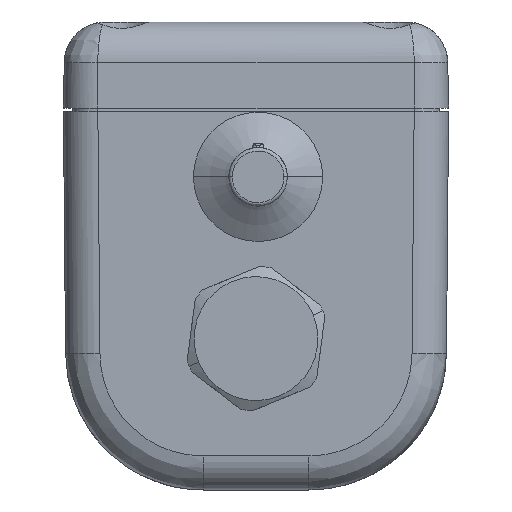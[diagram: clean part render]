
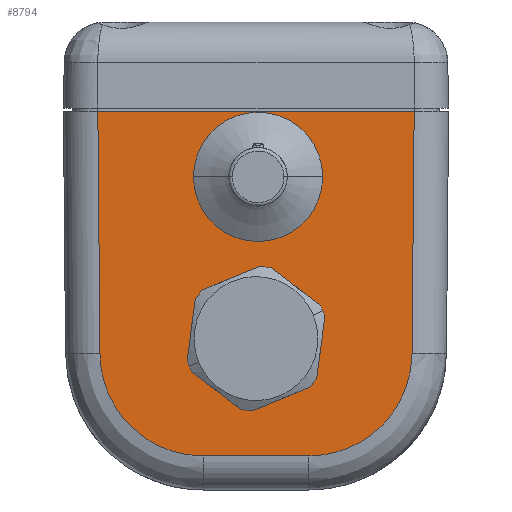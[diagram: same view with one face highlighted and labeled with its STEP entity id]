
A CAD part, front view. The second image highlights one B-rep face of the part: STEP entity #8794.
In plain terms, the highlighted planar face has unit normal (0, -1, -0.009).
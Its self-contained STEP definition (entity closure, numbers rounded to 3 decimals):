
#50 = LINE ( 'NONE', #6524, #2361 ) ;
#154 = VERTEX_POINT ( 'NONE', #1789 ) ;
#559 = ORIENTED_EDGE ( 'NONE', *, *, #2734, .F. ) ;
#696 = ORIENTED_EDGE ( 'NONE', *, *, #8109, .F. ) ;
#1130 = VECTOR ( 'NONE', #4179, 1000. ) ;
#1190 = CARTESIAN_POINT ( 'NONE',  ( -7.673, -48.543, 4.956 ) ) ;
#1298 = CARTESIAN_POINT ( 'NONE',  ( 22.674, -48.673, 19.825 ) ) ;
#1417 = CARTESIAN_POINT ( 'NONE',  ( 15.19, -48.56, 6.829 ) ) ;
#1537 = AXIS2_PLACEMENT_3D ( 'NONE', #7696, #7009, #8397 ) ;
#1557 = LINE ( 'NONE', #6716, #5079 ) ;
#1573 = B_SPLINE_CURVE_WITH_KNOTS ( 'NONE', 3,
 ( #1190, #3335, #7502, #5372, #8919, #8152, #6821, #6156, #6130, #1922 ),
 .UNSPECIFIED., .F., .F.,
 ( 4, 2, 2, 2, 4 ),
 ( 0., 0.25, 0.5, 0.75, 1. ),
 .UNSPECIFIED. ) ;
#1606 = B_SPLINE_CURVE_WITH_KNOTS ( 'NONE', 3,
 ( #1298, #6948, #4896, #2134, #2743, #2071, #1417, #7075, #7670, #7794 ),
 .UNSPECIFIED., .F., .F.,
 ( 4, 2, 2, 2, 4 ),
 ( 0., 0.25, 0.5, 0.75, 1. ),
 .UNSPECIFIED. ) ;
#1731 = CARTESIAN_POINT ( 'NONE',  ( -7.673, -48.543, 4.956 ) ) ;
#1733 = CARTESIAN_POINT ( 'NONE',  ( -22.673, -48.673, 19.825 ) ) ;
#1789 = CARTESIAN_POINT ( 'NONE',  ( -22.98, -48.98, 55. ) ) ;
#1922 = CARTESIAN_POINT ( 'NONE',  ( -22.673, -48.673, 19.825 ) ) ;
#1936 = ORIENTED_EDGE ( 'NONE', *, *, #4899, .F. ) ;
#2035 = PLANE ( 'NONE',  #1537 ) ;
#2071 = CARTESIAN_POINT ( 'NONE',  ( 16.848, -48.569, 7.929 ) ) ;
#2134 = CARTESIAN_POINT ( 'NONE',  ( 20.736, -48.608, 12.327 ) ) ;
#2270 = VERTEX_POINT ( 'NONE', #2278 ) ;
#2278 = CARTESIAN_POINT ( 'NONE',  ( 22.981, -48.98, 55. ) ) ;
#2361 = VECTOR ( 'NONE', #7233, 1000. ) ;
#2682 = FACE_OUTER_BOUND ( 'NONE', #4259, .T. ) ;
#2734 = EDGE_CURVE ( 'NONE', #4024, #4860, #1606, .T. ) ;
#2743 = CARTESIAN_POINT ( 'NONE',  ( 19.621, -48.593, 10.678 ) ) ;
#2949 = DIRECTION ( 'NONE',  ( 1., 0., 0. ) ) ;
#2950 = VERTEX_POINT ( 'NONE', #1731 ) ;
#3028 = LINE ( 'NONE', #5548, #1130 ) ;
#3055 = CARTESIAN_POINT ( 'NONE',  ( 7.674, -48.543, 4.956 ) ) ;
#3335 = CARTESIAN_POINT ( 'NONE',  ( -9.626, -48.543, 4.956 ) ) ;
#3705 = ORIENTED_EDGE ( 'NONE', *, *, #8176, .F. ) ;
#3928 = DIRECTION ( 'NONE',  ( -0.009, -0.009, 1. ) ) ;
#4024 = VERTEX_POINT ( 'NONE', #6231 ) ;
#4179 = DIRECTION ( 'NONE',  ( -1., 0., 0. ) ) ;
#4259 = EDGE_LOOP ( 'NONE', ( #7355, #696, #3705, #559, #1936, #6795 ) ) ;
#4860 = VERTEX_POINT ( 'NONE', #3055 ) ;
#4896 = CARTESIAN_POINT ( 'NONE',  ( 22.254, -48.639, 15.925 ) ) ;
#4899 = EDGE_CURVE ( 'NONE', #2270, #4024, #50, .T. ) ;
#4919 = CARTESIAN_POINT ( 'NONE',  ( -23.006, -48.98, 55. ) ) ;
#4988 = VECTOR ( 'NONE', #2949, 1000. ) ;
#5079 = VECTOR ( 'NONE', #3928, 1000. ) ;
#5372 = CARTESIAN_POINT ( 'NONE',  ( -15.189, -48.56, 6.829 ) ) ;
#5548 = CARTESIAN_POINT ( 'NONE',  ( 27.501, -48.543, 4.956 ) ) ;
#5871 = LINE ( 'NONE', #4919, #4988 ) ;
#6130 = CARTESIAN_POINT ( 'NONE',  ( -22.656, -48.656, 17.873 ) ) ;
#6156 = CARTESIAN_POINT ( 'NONE',  ( -22.253, -48.639, 15.925 ) ) ;
#6231 = CARTESIAN_POINT ( 'NONE',  ( 22.674, -48.673, 19.825 ) ) ;
#6524 = CARTESIAN_POINT ( 'NONE',  ( 22.494, -48.493, -0.803 ) ) ;
#6716 = CARTESIAN_POINT ( 'NONE',  ( -22.673, -48.673, 19.825 ) ) ;
#6795 = ORIENTED_EDGE ( 'NONE', *, *, #7045, .F. ) ;
#6821 = CARTESIAN_POINT ( 'NONE',  ( -20.735, -48.608, 12.327 ) ) ;
#6948 = CARTESIAN_POINT ( 'NONE',  ( 22.657, -48.656, 17.873 ) ) ;
#7009 = DIRECTION ( 'NONE',  ( 0., 1., 0.009 ) ) ;
#7045 = EDGE_CURVE ( 'NONE', #154, #2270, #5871, .T. ) ;
#7075 = CARTESIAN_POINT ( 'NONE',  ( 11.579, -48.547, 5.342 ) ) ;
#7233 = DIRECTION ( 'NONE',  ( -0.009, 0.009, -1. ) ) ;
#7355 = ORIENTED_EDGE ( 'NONE', *, *, #8590, .F. ) ;
#7502 = CARTESIAN_POINT ( 'NONE',  ( -11.578, -48.547, 5.342 ) ) ;
#7670 = CARTESIAN_POINT ( 'NONE',  ( 9.627, -48.543, 4.956 ) ) ;
#7696 = CARTESIAN_POINT ( 'NONE',  ( 27.501, -48.5, 0. ) ) ;
#7794 = CARTESIAN_POINT ( 'NONE',  ( 7.674, -48.543, 4.956 ) ) ;
#8109 = EDGE_CURVE ( 'NONE', #2950, #8570, #1573, .T. ) ;
#8152 = CARTESIAN_POINT ( 'NONE',  ( -19.62, -48.593, 10.678 ) ) ;
#8176 = EDGE_CURVE ( 'NONE', #4860, #2950, #3028, .T. ) ;
#8397 = DIRECTION ( 'NONE',  ( 0., -0.009, 1. ) ) ;
#8570 = VERTEX_POINT ( 'NONE', #1733 ) ;
#8590 = EDGE_CURVE ( 'NONE', #8570, #154, #1557, .T. ) ;
#8794 = ADVANCED_FACE ( 'NONE', ( #2682 ), #2035, .F. ) ;
#8919 = CARTESIAN_POINT ( 'NONE',  ( -16.847, -48.569, 7.929 ) ) ;
